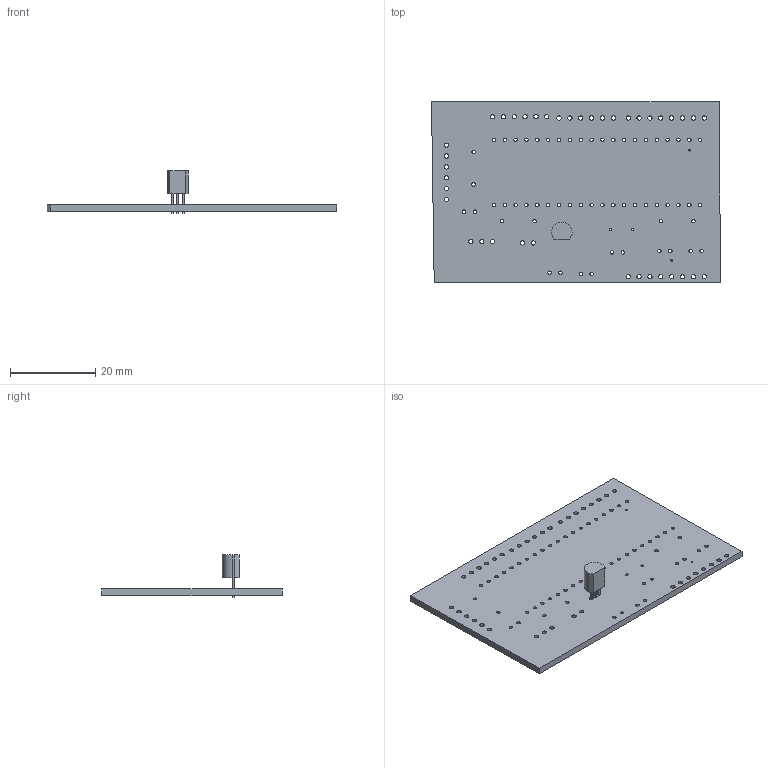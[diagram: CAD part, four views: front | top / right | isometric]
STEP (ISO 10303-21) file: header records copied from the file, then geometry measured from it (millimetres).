
FILE_DESCRIPTION(('for SolidWorks'),'2;1');
FILE_NAME( 'PIC16F877A_LM35DZ_PCB.step', '2024-12-08T15:02:57',('murat'),(''),'Open CASCADE STEP processor 6.6' ,'DipTrace','Unknown');
FILE_SCHEMA(('AUTOMOTIVE_DESIGN { 1 0 10303 214 1 1 1 1 }'));
Length unit declared in the file: millimetre
Products named in the file (3): PCB_PIC16F877A_LM35DZ_PCB; Board_PIC16F877A_LM35DZ_PCB; LM35DZ/NOPB
Assembly tree (2 placements, depth 2):
  PCB_PIC16F877A_LM35DZ_PCB
    Board_PIC16F877A_LM35DZ_PCB
    LM35DZ/NOPB
Bounding box: 67.63 x 42.23 x 9.88 mm (x, y, z)
Volume: 4492.9 mm3; surface area: 6481 mm2
Topology: 5 solids, 5 shells, 136 faces, 378 edges, 252 vertices
Faces by surface type: cylinder 105, plane 31
Full cylindrical faces by diameter (mm): 0.4 x2, 0.61 x2, 0.813 x58, 0.85 x3, 1.016 x39
Entity records: 4966 total; most frequent: DIRECTION 866, CARTESIAN_POINT 769, ORIENTED_EDGE 756, EDGE_CURVE 378, AXIS2_PLACEMENT_3D 349, FACE_BOUND 344, EDGE_LOOP 344, VERTEX_POINT 252
